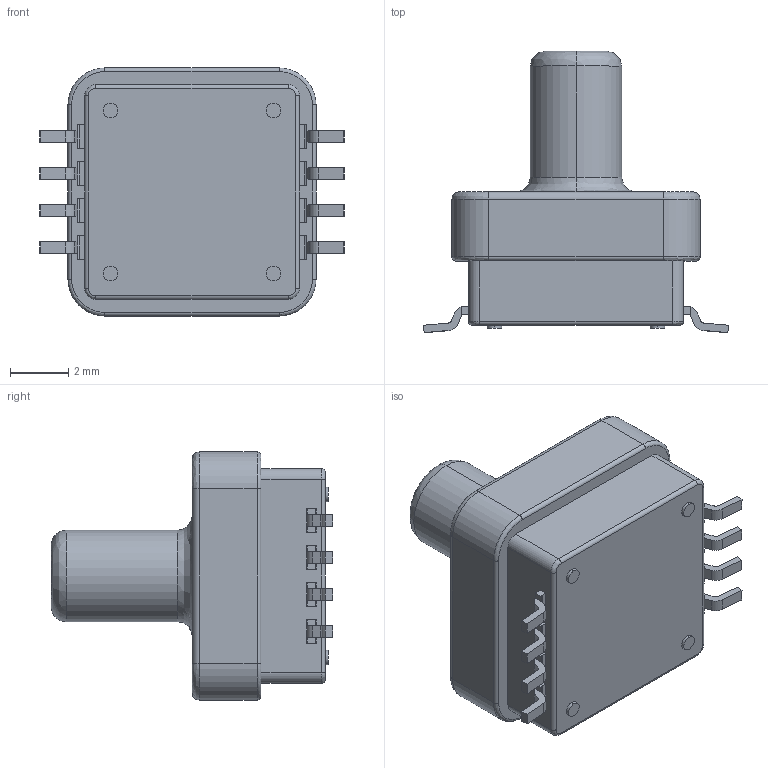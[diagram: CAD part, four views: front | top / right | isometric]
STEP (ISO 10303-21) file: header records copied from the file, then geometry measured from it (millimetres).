
FILE_DESCRIPTION (( 'STEP AP214' ), '1' );
FILE_NAME ('MP3H6115AC.STEP', '2016-03-12T19:37:16', ( '' ), ( '' ), 'SwSTEP 2.0', 'SolidWorks 2015', '' );
FILE_SCHEMA (( 'AUTOMOTIVE_DESIGN' ));
Length unit declared in the file: inch
Products named in the file (1): MP3H6115AC
Bounding box: 10.46 x 9.65 x 8.51 mm (x, y, z)
Volume: 317 mm3; surface area: 365.9 mm2
Topology: 9 solids, 9 shells, 209 faces, 524 edges, 340 vertices
Faces by surface type: plane 129, cylinder 64, bspline 16
Entity records: 8466 total; most frequent: CARTESIAN_POINT 1416, DIRECTION 1048, ORIENTED_EDGE 1048, EDGE_CURVE 524, LINE 360, VECTOR 360, AXIS2_PLACEMENT_3D 344, VERTEX_POINT 340
